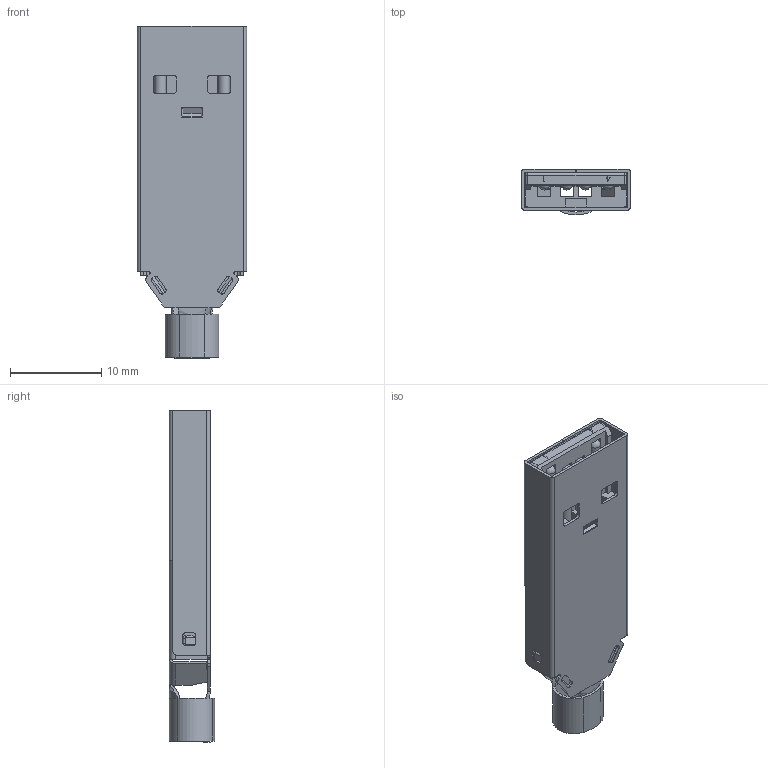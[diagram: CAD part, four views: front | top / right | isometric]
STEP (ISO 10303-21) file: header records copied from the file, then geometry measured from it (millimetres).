
FILE_DESCRIPTION (( 'STEP AP203' ), '1' );
FILE_NAME ('USBCN2.0-A.STEP', '2013-03-15T14:27:50', ( 'x' ), ( '' ), 'SwSTEP 2.0', 'SolidWorks 2012', '' );
FILE_SCHEMA (( 'CONFIG_CONTROL_DESIGN' ));
Length unit declared in the file: millimetre
Products named in the file (6): USBCN2.0-A; 1AA05-003-MA5; 1AA05-003-MA4; 1AA05-003-MA3; 1AA05-003-MA2_CRIMPED; 1AA05-003-MA1
Assembly tree (8 placements, depth 2):
  USBCN2.0-A
    1AA05-003-MA1
    1AA05-003-MA2_CRIMPED
    1AA05-003-MA3
    1AA05-003-MA4  x4
    1AA05-003-MA5
Bounding box: 12 x 4.98 x 36.45 mm (x, y, z)
Volume: 906.1 mm3; surface area: 3767.3 mm2
Topology: 9 solids, 9 shells, 421 faces, 1171 edges, 756 vertices
Faces by surface type: plane 260, cylinder 135, bspline 16, sphere 10
Entity records: 13775 total; most frequent: CARTESIAN_POINT 3239, ORIENTED_EDGE 2130, DIRECTION 1959, EDGE_CURVE 1065, VECTOR 799, LINE 799, VERTEX_POINT 696, AXIS2_PLACEMENT_3D 580
